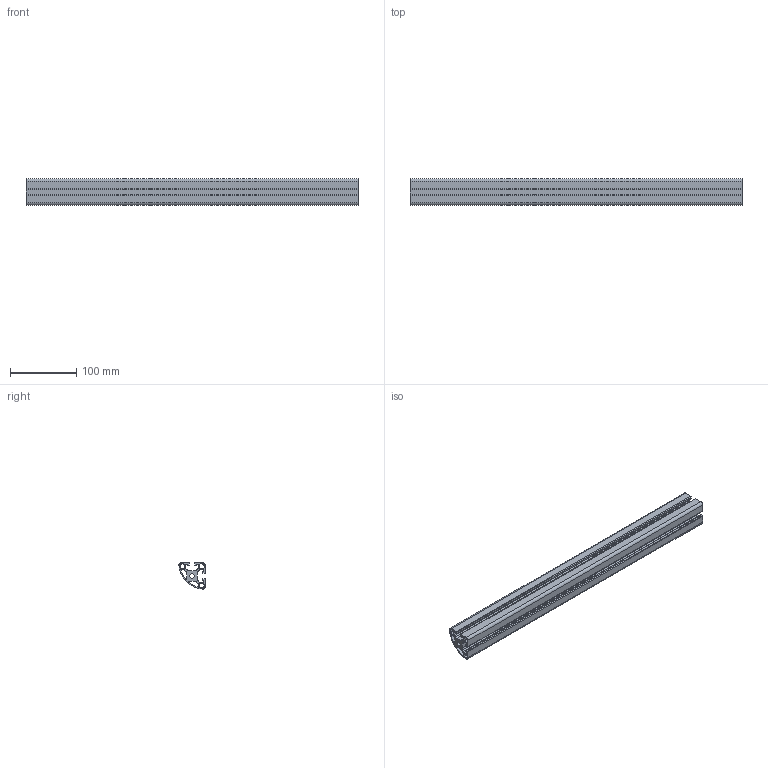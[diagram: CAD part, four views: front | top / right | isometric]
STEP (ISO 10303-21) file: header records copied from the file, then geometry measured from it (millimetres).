
FILE_DESCRIPTION (( 'STEP AP214' ), '1' );
FILE_NAME ('RP1370 8 40x40R Light.STEP', '2026-02-13T10:43:49', ( '' ), ( '' ), 'SwSTEP 2.0', 'SolidWorks 2026', '' );
FILE_SCHEMA (( 'AUTOMOTIVE_DESIGN' ));
Length unit declared in the file: millimetre
Products named in the file (1): RP1370 8 40x40R Light
Bounding box: 500 x 39.77 x 39.77 mm (x, y, z)
Volume: 288154.4 mm3; surface area: 201264.4 mm2
Topology: 1 solids, 1 shells, 106 faces, 312 edges, 208 vertices
Faces by surface type: cylinder 58, plane 48
Entity records: 3619 total; most frequent: DIRECTION 642, CARTESIAN_POINT 627, ORIENTED_EDGE 624, EDGE_CURVE 312, AXIS2_PLACEMENT_3D 223, VERTEX_POINT 208, VECTOR 196, LINE 196
